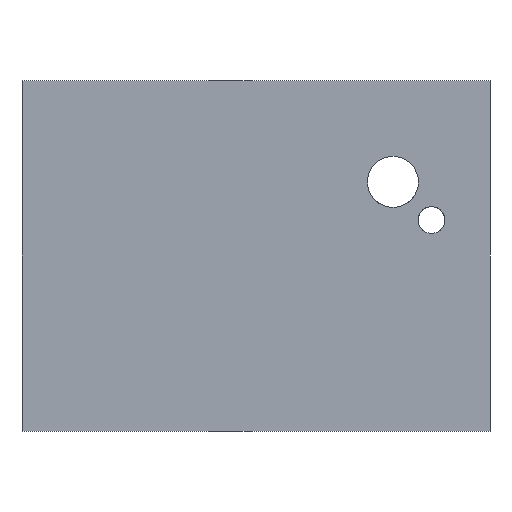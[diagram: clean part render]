
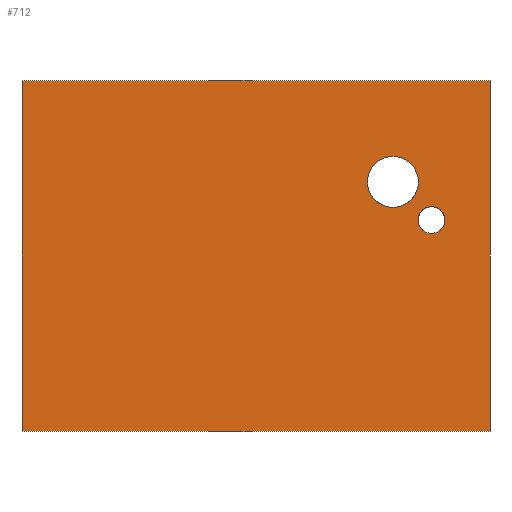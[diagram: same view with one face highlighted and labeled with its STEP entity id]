
A CAD part, front view. The second image highlights one B-rep face of the part: STEP entity #712.
In plain terms, the highlighted planar face has unit normal (0, -1, 0).
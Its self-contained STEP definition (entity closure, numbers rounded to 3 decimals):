
#22 = VERTEX_POINT('',#23);
#23 = CARTESIAN_POINT('',(0.,0.,26.177));
#32 = PLANE('',#33);
#33 = AXIS2_PLACEMENT_3D('',#34,#35,#36);
#34 = CARTESIAN_POINT('',(0.,0.,0.));
#35 = DIRECTION('',(1.,0.,-0.));
#36 = DIRECTION('',(0.,0.,1.));
#44 = PLANE('',#45);
#45 = AXIS2_PLACEMENT_3D('',#46,#47,#48);
#46 = CARTESIAN_POINT('',(0.,0.,26.177));
#47 = DIRECTION('',(0.,0.,1.));
#48 = DIRECTION('',(1.,0.,-0.));
#56 = EDGE_CURVE('',#57,#22,#59,.T.);
#57 = VERTEX_POINT('',#58);
#58 = CARTESIAN_POINT('',(0.,0.,0.));
#59 = SURFACE_CURVE('',#60,(#64,#71),.PCURVE_S1.);
#60 = LINE('',#61,#62);
#61 = CARTESIAN_POINT('',(0.,0.,0.));
#62 = VECTOR('',#63,1.);
#63 = DIRECTION('',(0.,0.,1.));
#64 = PCURVE('',#32,#65);
#65 = DEFINITIONAL_REPRESENTATION('',(#66),#70);
#66 = LINE('',#67,#68);
#67 = CARTESIAN_POINT('',(0.,0.));
#68 = VECTOR('',#69,1.);
#69 = DIRECTION('',(1.,0.));
#70 = ( GEOMETRIC_REPRESENTATION_CONTEXT(2) 
PARAMETRIC_REPRESENTATION_CONTEXT() REPRESENTATION_CONTEXT('2D SPACE',''
  ) );
#71 = PCURVE('',#72,#77);
#72 = PLANE('',#73);
#73 = AXIS2_PLACEMENT_3D('',#74,#75,#76);
#74 = CARTESIAN_POINT('',(0.,0.,0.));
#75 = DIRECTION('',(-0.,1.,0.));
#76 = DIRECTION('',(0.,0.,1.));
#77 = DEFINITIONAL_REPRESENTATION('',(#78),#82);
#78 = LINE('',#79,#80);
#79 = CARTESIAN_POINT('',(0.,0.));
#80 = VECTOR('',#81,1.);
#81 = DIRECTION('',(1.,0.));
#82 = ( GEOMETRIC_REPRESENTATION_CONTEXT(2) 
PARAMETRIC_REPRESENTATION_CONTEXT() REPRESENTATION_CONTEXT('2D SPACE',''
  ) );
#100 = PLANE('',#101);
#101 = AXIS2_PLACEMENT_3D('',#102,#103,#104);
#102 = CARTESIAN_POINT('',(0.,0.,0.));
#103 = DIRECTION('',(0.,0.,1.));
#104 = DIRECTION('',(1.,0.,-0.));
#527 = EDGE_CURVE('',#22,#528,#530,.T.);
#528 = VERTEX_POINT('',#529);
#529 = CARTESIAN_POINT('',(34.924,0.,26.177));
#530 = SURFACE_CURVE('',#531,(#535,#542),.PCURVE_S1.);
#531 = LINE('',#532,#533);
#532 = CARTESIAN_POINT('',(0.,0.,26.177));
#533 = VECTOR('',#534,1.);
#534 = DIRECTION('',(1.,0.,-0.));
#535 = PCURVE('',#44,#536);
#536 = DEFINITIONAL_REPRESENTATION('',(#537),#541);
#537 = LINE('',#538,#539);
#538 = CARTESIAN_POINT('',(0.,0.));
#539 = VECTOR('',#540,1.);
#540 = DIRECTION('',(1.,0.));
#541 = ( GEOMETRIC_REPRESENTATION_CONTEXT(2) 
PARAMETRIC_REPRESENTATION_CONTEXT() REPRESENTATION_CONTEXT('2D SPACE',''
  ) );
#542 = PCURVE('',#72,#543);
#543 = DEFINITIONAL_REPRESENTATION('',(#544),#548);
#544 = LINE('',#545,#546);
#545 = CARTESIAN_POINT('',(26.177,0.));
#546 = VECTOR('',#547,1.);
#547 = DIRECTION('',(0.,1.));
#548 = ( GEOMETRIC_REPRESENTATION_CONTEXT(2) 
PARAMETRIC_REPRESENTATION_CONTEXT() REPRESENTATION_CONTEXT('2D SPACE',''
  ) );
#566 = PLANE('',#567);
#567 = AXIS2_PLACEMENT_3D('',#568,#569,#570);
#568 = CARTESIAN_POINT('',(34.924,0.,0.));
#569 = DIRECTION('',(1.,0.,-0.));
#570 = DIRECTION('',(0.,0.,1.));
#712 = ADVANCED_FACE('24',(#713,#761,#792),#72,.F.);
#713 = FACE_BOUND('',#714,.F.);
#714 = EDGE_LOOP('',(#715,#738,#739,#740));
#715 = ORIENTED_EDGE('',*,*,#716,.F.);
#716 = EDGE_CURVE('',#57,#717,#719,.T.);
#717 = VERTEX_POINT('',#718);
#718 = CARTESIAN_POINT('',(34.924,0.,0.));
#719 = SURFACE_CURVE('',#720,(#724,#731),.PCURVE_S1.);
#720 = LINE('',#721,#722);
#721 = CARTESIAN_POINT('',(0.,0.,0.));
#722 = VECTOR('',#723,1.);
#723 = DIRECTION('',(1.,0.,-0.));
#724 = PCURVE('',#72,#725);
#725 = DEFINITIONAL_REPRESENTATION('',(#726),#730);
#726 = LINE('',#727,#728);
#727 = CARTESIAN_POINT('',(0.,0.));
#728 = VECTOR('',#729,1.);
#729 = DIRECTION('',(0.,1.));
#730 = ( GEOMETRIC_REPRESENTATION_CONTEXT(2) 
PARAMETRIC_REPRESENTATION_CONTEXT() REPRESENTATION_CONTEXT('2D SPACE',''
  ) );
#731 = PCURVE('',#100,#732);
#732 = DEFINITIONAL_REPRESENTATION('',(#733),#737);
#733 = LINE('',#734,#735);
#734 = CARTESIAN_POINT('',(0.,0.));
#735 = VECTOR('',#736,1.);
#736 = DIRECTION('',(1.,0.));
#737 = ( GEOMETRIC_REPRESENTATION_CONTEXT(2) 
PARAMETRIC_REPRESENTATION_CONTEXT() REPRESENTATION_CONTEXT('2D SPACE',''
  ) );
#738 = ORIENTED_EDGE('',*,*,#56,.T.);
#739 = ORIENTED_EDGE('',*,*,#527,.T.);
#740 = ORIENTED_EDGE('',*,*,#741,.F.);
#741 = EDGE_CURVE('',#717,#528,#742,.T.);
#742 = SURFACE_CURVE('',#743,(#747,#754),.PCURVE_S1.);
#743 = LINE('',#744,#745);
#744 = CARTESIAN_POINT('',(34.924,0.,0.));
#745 = VECTOR('',#746,1.);
#746 = DIRECTION('',(0.,0.,1.));
#747 = PCURVE('',#72,#748);
#748 = DEFINITIONAL_REPRESENTATION('',(#749),#753);
#749 = LINE('',#750,#751);
#750 = CARTESIAN_POINT('',(0.,34.924));
#751 = VECTOR('',#752,1.);
#752 = DIRECTION('',(1.,0.));
#753 = ( GEOMETRIC_REPRESENTATION_CONTEXT(2) 
PARAMETRIC_REPRESENTATION_CONTEXT() REPRESENTATION_CONTEXT('2D SPACE',''
  ) );
#754 = PCURVE('',#566,#755);
#755 = DEFINITIONAL_REPRESENTATION('',(#756),#760);
#756 = LINE('',#757,#758);
#757 = CARTESIAN_POINT('',(0.,0.));
#758 = VECTOR('',#759,1.);
#759 = DIRECTION('',(1.,0.));
#760 = ( GEOMETRIC_REPRESENTATION_CONTEXT(2) 
PARAMETRIC_REPRESENTATION_CONTEXT() REPRESENTATION_CONTEXT('2D SPACE',''
  ) );
#761 = FACE_BOUND('',#762,.F.);
#762 = EDGE_LOOP('',(#763));
#763 = ORIENTED_EDGE('',*,*,#764,.F.);
#764 = EDGE_CURVE('',#765,#765,#767,.T.);
#765 = VERTEX_POINT('',#766);
#766 = CARTESIAN_POINT('',(27.679,0.,20.526));
#767 = SURFACE_CURVE('',#768,(#773,#780),.PCURVE_S1.);
#768 = CIRCLE('',#769,1.905);
#769 = AXIS2_PLACEMENT_3D('',#770,#771,#772);
#770 = CARTESIAN_POINT('',(27.679,0.,18.621));
#771 = DIRECTION('',(0.,1.,0.));
#772 = DIRECTION('',(0.,0.,1.));
#773 = PCURVE('',#72,#774);
#774 = DEFINITIONAL_REPRESENTATION('',(#775),#779);
#775 = CIRCLE('',#776,1.905);
#776 = AXIS2_PLACEMENT_2D('',#777,#778);
#777 = CARTESIAN_POINT('',(18.621,27.679));
#778 = DIRECTION('',(1.,0.));
#779 = ( GEOMETRIC_REPRESENTATION_CONTEXT(2) 
PARAMETRIC_REPRESENTATION_CONTEXT() REPRESENTATION_CONTEXT('2D SPACE',''
  ) );
#780 = PCURVE('',#781,#786);
#781 = CYLINDRICAL_SURFACE('',#782,1.905);
#782 = AXIS2_PLACEMENT_3D('',#783,#784,#785);
#783 = CARTESIAN_POINT('',(27.679,25.961,
    18.621));
#784 = DIRECTION('',(0.,1.,0.));
#785 = DIRECTION('',(0.,0.,1.));
#786 = DEFINITIONAL_REPRESENTATION('',(#787),#791);
#787 = LINE('',#788,#789);
#788 = CARTESIAN_POINT('',(0.,-25.961));
#789 = VECTOR('',#790,1.);
#790 = DIRECTION('',(1.,0.));
#791 = ( GEOMETRIC_REPRESENTATION_CONTEXT(2) 
PARAMETRIC_REPRESENTATION_CONTEXT() REPRESENTATION_CONTEXT('2D SPACE',''
  ) );
#792 = FACE_BOUND('',#793,.F.);
#793 = EDGE_LOOP('',(#794));
#794 = ORIENTED_EDGE('',*,*,#795,.T.);
#795 = EDGE_CURVE('',#796,#796,#798,.T.);
#796 = VERTEX_POINT('',#797);
#797 = CARTESIAN_POINT('',(30.556,0.,14.775));
#798 = SURFACE_CURVE('',#799,(#804,#815),.PCURVE_S1.);
#799 = CIRCLE('',#800,1.);
#800 = AXIS2_PLACEMENT_3D('',#801,#802,#803);
#801 = CARTESIAN_POINT('',(30.556,0.,15.775));
#802 = DIRECTION('',(0.,-1.,-0.));
#803 = DIRECTION('',(0.,0.,-1.));
#804 = PCURVE('',#72,#805);
#805 = DEFINITIONAL_REPRESENTATION('',(#806),#814);
#806 = ( BOUNDED_CURVE() B_SPLINE_CURVE(2,(#807,#808,#809,#810,#811,#812
,#813),.UNSPECIFIED.,.T.,.F.) B_SPLINE_CURVE_WITH_KNOTS((1,2,2,2,2,1),(
    -2.094,0.,2.094,4.189,6.283,
8.378),.UNSPECIFIED.) CURVE() GEOMETRIC_REPRESENTATION_ITEM() 
RATIONAL_B_SPLINE_CURVE((1.,0.5,1.,0.5,1.,0.5,1.)) REPRESENTATION_ITEM(
  '') );
#807 = CARTESIAN_POINT('',(14.775,30.556));
#808 = CARTESIAN_POINT('',(14.775,32.288));
#809 = CARTESIAN_POINT('',(16.275,31.422));
#810 = CARTESIAN_POINT('',(17.775,30.556));
#811 = CARTESIAN_POINT('',(16.275,29.69));
#812 = CARTESIAN_POINT('',(14.775,28.824));
#813 = CARTESIAN_POINT('',(14.775,30.556));
#814 = ( GEOMETRIC_REPRESENTATION_CONTEXT(2) 
PARAMETRIC_REPRESENTATION_CONTEXT() REPRESENTATION_CONTEXT('2D SPACE',''
  ) );
#815 = PCURVE('',#816,#821);
#816 = CYLINDRICAL_SURFACE('',#817,1.);
#817 = AXIS2_PLACEMENT_3D('',#818,#819,#820);
#818 = CARTESIAN_POINT('',(30.556,0.,15.775));
#819 = DIRECTION('',(0.,-1.,-0.));
#820 = DIRECTION('',(0.,0.,-1.));
#821 = DEFINITIONAL_REPRESENTATION('',(#822),#826);
#822 = LINE('',#823,#824);
#823 = CARTESIAN_POINT('',(0.,0.));
#824 = VECTOR('',#825,1.);
#825 = DIRECTION('',(1.,0.));
#826 = ( GEOMETRIC_REPRESENTATION_CONTEXT(2) 
PARAMETRIC_REPRESENTATION_CONTEXT() REPRESENTATION_CONTEXT('2D SPACE',''
  ) );
